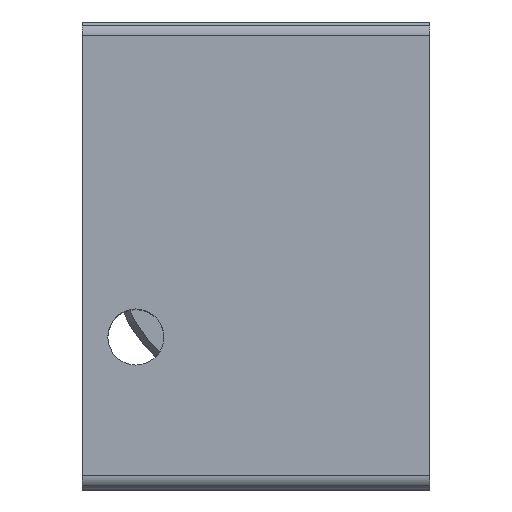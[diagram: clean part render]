
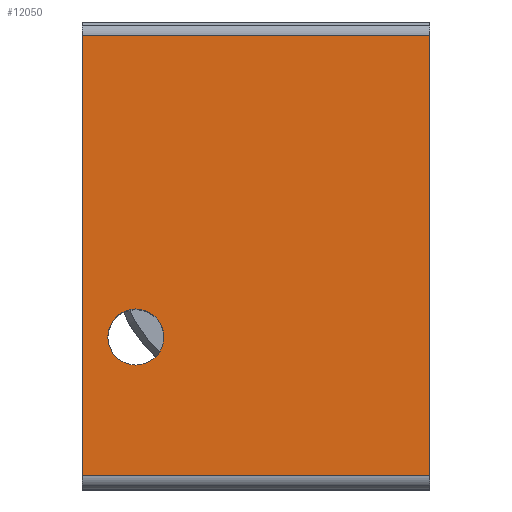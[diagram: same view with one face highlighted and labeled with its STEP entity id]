
A CAD part, top view. The second image highlights one B-rep face of the part: STEP entity #12050.
In plain terms, the highlighted face is planar.
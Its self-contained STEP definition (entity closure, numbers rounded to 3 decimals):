
#227=CARTESIAN_POINT('',(-11.,-6.25,-5.5));
#228=VERTEX_POINT('',#227);
#237=CARTESIAN_POINT('',(-11.,-6.25,-9.7));
#238=VERTEX_POINT('',#237);
#239=CARTESIAN_POINT('',(-11.,-6.25,-7.6));
#240=DIRECTION('',(0.0,1.0,0.0));
#241=DIRECTION('',(0.0,0.0,1.0));
#242=AXIS2_PLACEMENT_3D('',#239,#240,#241);
#243=CIRCLE('',#242,2.1);
#244=EDGE_CURVE('',#238,#228,#243,.T.);
#10518=CARTESIAN_POINT('',(11.0,-6.25,-18.));
#10519=VERTEX_POINT('',#10518);
#10527=CARTESIAN_POINT('',(-15.0,-6.25,-18.));
#10528=VERTEX_POINT('',#10527);
#10529=CARTESIAN_POINT('',(11.0,-6.25,-18.));
#10530=DIRECTION('',(-1.0,0.0,0.0));
#10531=VECTOR('',#10530,26.0);
#10532=LINE('',#10529,#10531);
#10533=EDGE_CURVE('',#10519,#10528,#10532,.T.);
#10583=CARTESIAN_POINT('',(11.0,-6.25,15.));
#10584=VERTEX_POINT('',#10583);
#10592=CARTESIAN_POINT('',(11.0,-6.25,-18.));
#10593=DIRECTION('',(0.0,0.0,1.0));
#10594=VECTOR('',#10593,33.);
#10595=LINE('',#10592,#10594);
#10596=EDGE_CURVE('',#10519,#10584,#10595,.T.);
#10664=CARTESIAN_POINT('',(-15.0,-6.25,15.));
#10665=VERTEX_POINT('',#10664);
#10673=CARTESIAN_POINT('',(-15.0,-6.25,15.));
#10674=DIRECTION('',(1.0,0.0,0.0));
#10675=VECTOR('',#10674,26.0);
#10676=LINE('',#10673,#10675);
#10677=EDGE_CURVE('',#10665,#10584,#10676,.T.);
#11988=CARTESIAN_POINT('',(-11.,-6.25,-7.6));
#11989=DIRECTION('',(0.0,1.0,0.0));
#11990=DIRECTION('',(0.0,0.0,1.0));
#11991=AXIS2_PLACEMENT_3D('',#11988,#11989,#11990);
#11992=CIRCLE('',#11991,2.1);
#11993=EDGE_CURVE('',#228,#238,#11992,.T.);
#12004=CARTESIAN_POINT('',(-15.0,-6.25,15.));
#12005=DIRECTION('',(0.0,0.0,-1.0));
#12006=VECTOR('',#12005,33.);
#12007=LINE('',#12004,#12006);
#12008=EDGE_CURVE('',#10665,#10528,#12007,.T.);
#12035=CARTESIAN_POINT('',(-2.,-6.25,-1.5));
#12036=DIRECTION('',(0.0,1.0,0.0));
#12037=DIRECTION('',(0.0,0.0,1.0));
#12038=AXIS2_PLACEMENT_3D('',#12035,#12036,#12037);
#12039=PLANE('',#12038);
#12040=ORIENTED_EDGE('',*,*,#10533,.F.);
#12041=ORIENTED_EDGE('',*,*,#10596,.T.);
#12042=ORIENTED_EDGE('',*,*,#10677,.F.);
#12043=ORIENTED_EDGE('',*,*,#12008,.T.);
#12044=EDGE_LOOP('',(#12040,#12041,#12042,#12043));
#12045=FACE_OUTER_BOUND('',#12044,.T.);
#12046=ORIENTED_EDGE('',*,*,#244,.T.);
#12047=ORIENTED_EDGE('',*,*,#11993,.T.);
#12048=EDGE_LOOP('',(#12046,#12047));
#12049=FACE_BOUND('',#12048,.T.);
#12050=ADVANCED_FACE('',(#12045,#12049),#12039,.F.);
